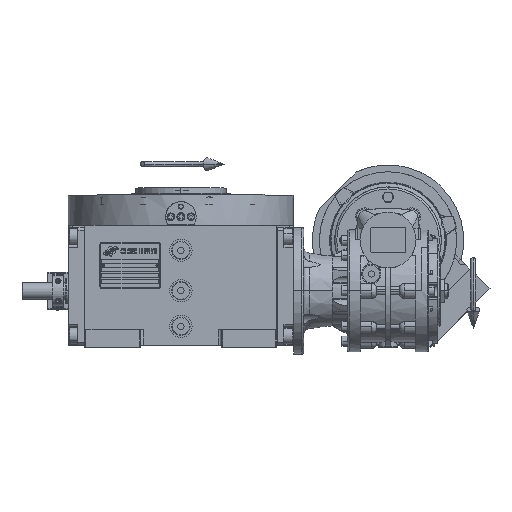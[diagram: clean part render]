
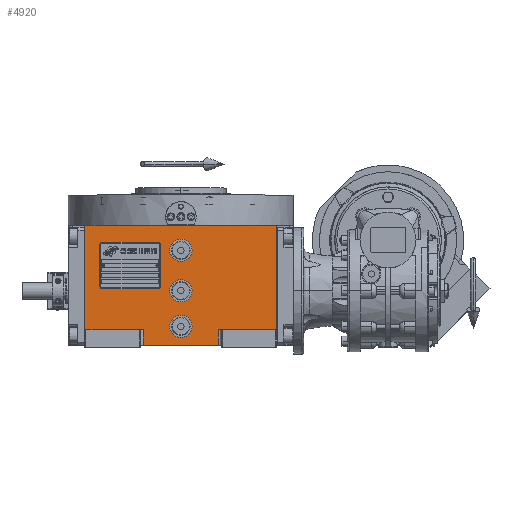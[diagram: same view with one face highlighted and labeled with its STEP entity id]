
A CAD part, top view. The second image highlights one B-rep face of the part: STEP entity #4920.
In plain terms, the highlighted planar face has unit normal (0, 0, 1).
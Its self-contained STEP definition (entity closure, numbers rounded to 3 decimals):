
#1038 = EDGE_LOOP ( 'NONE', ( #9811, #62605, #35678, #22785, #12095, #79710, #39206, #37317 ) ) ;
#2563 = EDGE_LOOP ( 'NONE', ( #101933, #40006 ) ) ;
#2636 = AXIS2_PLACEMENT_3D ( 'NONE', #7237, #92939, #48693 ) ;
#3629 = CARTESIAN_POINT ( 'NONE',  ( 37., -38.5, 163.5 ) ) ;
#4525 = VERTEX_POINT ( 'NONE', #42195 ) ;
#4920 = ADVANCED_FACE ( 'NONE', ( #61376, #19927, #125580, #128110 ), #20611, .T. ) ;
#6627 = CARTESIAN_POINT ( 'NONE',  ( 94.5, -38.5, 163.5 ) ) ;
#7237 = CARTESIAN_POINT ( 'NONE',  ( 0., -35., 163.5 ) ) ;
#9154 = CIRCLE ( 'NONE', #86380, 11. ) ;
#9811 = ORIENTED_EDGE ( 'NONE', *, *, #102626, .T. ) ;
#12095 = ORIENTED_EDGE ( 'NONE', *, *, #19211, .F. ) ;
#12141 = VECTOR ( 'NONE', #24658, 1000. ) ;
#12181 = VERTEX_POINT ( 'NONE', #53589 ) ;
#12509 = AXIS2_PLACEMENT_3D ( 'NONE', #23176, #62065, #54921 ) ;
#15864 = VECTOR ( 'NONE', #131415, 1000. ) ;
#15994 = CARTESIAN_POINT ( 'NONE',  ( 37., -38.5, 163.5 ) ) ;
#17114 = CARTESIAN_POINT ( 'NONE',  ( 37., -53.5, 163.5 ) ) ;
#17781 = DIRECTION ( 'NONE',  ( 0., 1., 0. ) ) ;
#19211 = EDGE_CURVE ( 'NONE', #58697, #70024, #58090, .T. ) ;
#19927 = FACE_BOUND ( 'NONE', #48335, .T. ) ;
#20611 = PLANE ( 'NONE',  #12509 ) ;
#22785 = ORIENTED_EDGE ( 'NONE', *, *, #83261, .T. ) ;
#23176 = CARTESIAN_POINT ( 'NONE',  ( -94.5, -53.5, 163.5 ) ) ;
#24658 = DIRECTION ( 'NONE',  ( 0., -1., 0. ) ) ;
#25659 = EDGE_CURVE ( 'NONE', #4525, #49465, #52295, .T. ) ;
#28421 = DIRECTION ( 'NONE',  ( 0., 0., 1. ) ) ;
#29289 = VECTOR ( 'NONE', #54311, 1000. ) ;
#31347 = EDGE_CURVE ( 'NONE', #114757, #12181, #99026, .T. ) ;
#33756 = CARTESIAN_POINT ( 'NONE',  ( -37., -53.5, 163.5 ) ) ;
#35106 = EDGE_CURVE ( 'NONE', #59269, #58697, #88141, .T. ) ;
#35678 = ORIENTED_EDGE ( 'NONE', *, *, #45375, .T. ) ;
#37317 = ORIENTED_EDGE ( 'NONE', *, *, #25659, .F. ) ;
#37756 = CARTESIAN_POINT ( 'NONE',  ( 0., 0., 163.5 ) ) ;
#37924 = VECTOR ( 'NONE', #84488, 1000. ) ;
#39206 = ORIENTED_EDGE ( 'NONE', *, *, #134230, .T. ) ;
#40006 = ORIENTED_EDGE ( 'NONE', *, *, #110777, .F. ) ;
#41195 = CARTESIAN_POINT ( 'NONE',  ( 94.5, -38.5, 163.5 ) ) ;
#42195 = CARTESIAN_POINT ( 'NONE',  ( -37., -53.5, 163.5 ) ) ;
#43071 = CARTESIAN_POINT ( 'NONE',  ( -11., -35., 163.5 ) ) ;
#43228 = VECTOR ( 'NONE', #81564, 1000. ) ;
#44572 = EDGE_CURVE ( 'NONE', #68215, #136175, #67429, .T. ) ;
#45095 = AXIS2_PLACEMENT_3D ( 'NONE', #80877, #28421, #134067 ) ;
#45292 = DIRECTION ( 'NONE',  ( -1., 0., 0. ) ) ;
#45375 = EDGE_CURVE ( 'NONE', #68215, #101764, #100974, .T. ) ;
#45707 = CARTESIAN_POINT ( 'NONE',  ( -94.5, 64.5, 163.5 ) ) ;
#48335 = EDGE_LOOP ( 'NONE', ( #86346, #52250 ) ) ;
#48693 = DIRECTION ( 'NONE',  ( -1., 0., 0. ) ) ;
#49465 = VERTEX_POINT ( 'NONE', #135058 ) ;
#49495 = CARTESIAN_POINT ( 'NONE',  ( 0., 40., 163.5 ) ) ;
#52167 = ORIENTED_EDGE ( 'NONE', *, *, #100779, .F. ) ;
#52250 = ORIENTED_EDGE ( 'NONE', *, *, #53932, .F. ) ;
#52295 = LINE ( 'NONE', #60609, #124735 ) ;
#53437 = AXIS2_PLACEMENT_3D ( 'NONE', #133444, #87434, #45292 ) ;
#53589 = CARTESIAN_POINT ( 'NONE',  ( -11., 0., 163.5 ) ) ;
#53687 = DIRECTION ( 'NONE',  ( 1., 0., 0. ) ) ;
#53843 = ORIENTED_EDGE ( 'NONE', *, *, #31347, .F. ) ;
#53932 = EDGE_CURVE ( 'NONE', #117028, #112434, #124001, .T. ) ;
#54311 = DIRECTION ( 'NONE',  ( 0., 1., 0. ) ) ;
#54691 = CARTESIAN_POINT ( 'NONE',  ( -94.5, 64.5, 163.5 ) ) ;
#54921 = DIRECTION ( 'NONE',  ( 1., 0., 0. ) ) ;
#56382 = CARTESIAN_POINT ( 'NONE',  ( 11., 40., 163.5 ) ) ;
#56431 = DIRECTION ( 'NONE',  ( 1., 0., 0. ) ) ;
#57516 = CARTESIAN_POINT ( 'NONE',  ( -94.5, -38.5, 163.5 ) ) ;
#57759 = EDGE_CURVE ( 'NONE', #112434, #117028, #71532, .T. ) ;
#58090 = LINE ( 'NONE', #45707, #134846 ) ;
#58592 = CARTESIAN_POINT ( 'NONE',  ( -94.5, -38.5, 163.5 ) ) ;
#58697 = VERTEX_POINT ( 'NONE', #54691 ) ;
#59163 = DIRECTION ( 'NONE',  ( 0., 0., 1. ) ) ;
#59269 = VERTEX_POINT ( 'NONE', #58592 ) ;
#60609 = CARTESIAN_POINT ( 'NONE',  ( -37., -53.5, 163.5 ) ) ;
#61376 = FACE_BOUND ( 'NONE', #116464, .T. ) ;
#61924 = EDGE_CURVE ( 'NONE', #98792, #122754, #9154, .T. ) ;
#62065 = DIRECTION ( 'NONE',  ( 0., 0., 1. ) ) ;
#62605 = ORIENTED_EDGE ( 'NONE', *, *, #44572, .F. ) ;
#67429 = LINE ( 'NONE', #97913, #12141 ) ;
#68215 = VERTEX_POINT ( 'NONE', #3629 ) ;
#69516 = DIRECTION ( 'NONE',  ( 1., 0., 0. ) ) ;
#70024 = VERTEX_POINT ( 'NONE', #73200 ) ;
#71532 = CIRCLE ( 'NONE', #124472, 11. ) ;
#73200 = CARTESIAN_POINT ( 'NONE',  ( 94.5, 64.5, 163.5 ) ) ;
#76356 = CARTESIAN_POINT ( 'NONE',  ( -94.5, -38.5, 163.5 ) ) ;
#78991 = CARTESIAN_POINT ( 'NONE',  ( -11., 40., 163.5 ) ) ;
#79710 = ORIENTED_EDGE ( 'NONE', *, *, #35106, .F. ) ;
#80877 = CARTESIAN_POINT ( 'NONE',  ( 0., 0., 163.5 ) ) ;
#81564 = DIRECTION ( 'NONE',  ( 1., 0., 0. ) ) ;
#82913 = CARTESIAN_POINT ( 'NONE',  ( 11., 0., 163.5 ) ) ;
#83261 = EDGE_CURVE ( 'NONE', #101764, #70024, #90273, .T. ) ;
#84488 = DIRECTION ( 'NONE',  ( 0., 1., 0. ) ) ;
#85208 = VECTOR ( 'NONE', #118004, 1000. ) ;
#86271 = LINE ( 'NONE', #33756, #85208 ) ;
#86346 = ORIENTED_EDGE ( 'NONE', *, *, #57759, .F. ) ;
#86380 = AXIS2_PLACEMENT_3D ( 'NONE', #49495, #59163, #69516 ) ;
#87008 = CIRCLE ( 'NONE', #45095, 11. ) ;
#87434 = DIRECTION ( 'NONE',  ( 0., 0., 1. ) ) ;
#88141 = LINE ( 'NONE', #76356, #29289 ) ;
#88651 = LINE ( 'NONE', #57516, #15864 ) ;
#88666 = CARTESIAN_POINT ( 'NONE',  ( 11., -35., 163.5 ) ) ;
#90273 = LINE ( 'NONE', #6627, #37924 ) ;
#92939 = DIRECTION ( 'NONE',  ( 0., 0., 1. ) ) ;
#97913 = CARTESIAN_POINT ( 'NONE',  ( 37., -38.5, 163.5 ) ) ;
#98792 = VERTEX_POINT ( 'NONE', #56382 ) ;
#99026 = CIRCLE ( 'NONE', #123231, 11. ) ;
#100779 = EDGE_CURVE ( 'NONE', #12181, #114757, #87008, .T. ) ;
#100974 = LINE ( 'NONE', #15994, #43228 ) ;
#101328 = DIRECTION ( 'NONE',  ( 0., 0., 1. ) ) ;
#101764 = VERTEX_POINT ( 'NONE', #41195 ) ;
#101933 = ORIENTED_EDGE ( 'NONE', *, *, #61924, .F. ) ;
#102626 = EDGE_CURVE ( 'NONE', #4525, #136175, #86271, .T. ) ;
#103475 = DIRECTION ( 'NONE',  ( 0., 0., 1. ) ) ;
#106196 = CARTESIAN_POINT ( 'NONE',  ( 0., -35., 163.5 ) ) ;
#109257 = DIRECTION ( 'NONE',  ( 1., 0., 0. ) ) ;
#110777 = EDGE_CURVE ( 'NONE', #122754, #98792, #119252, .T. ) ;
#112434 = VERTEX_POINT ( 'NONE', #88666 ) ;
#114757 = VERTEX_POINT ( 'NONE', #82913 ) ;
#116464 = EDGE_LOOP ( 'NONE', ( #53843, #52167 ) ) ;
#117028 = VERTEX_POINT ( 'NONE', #43071 ) ;
#118004 = DIRECTION ( 'NONE',  ( 1., 0., 0. ) ) ;
#119252 = CIRCLE ( 'NONE', #53437, 11. ) ;
#122754 = VERTEX_POINT ( 'NONE', #78991 ) ;
#123231 = AXIS2_PLACEMENT_3D ( 'NONE', #37756, #101328, #56431 ) ;
#124001 = CIRCLE ( 'NONE', #2636, 11. ) ;
#124472 = AXIS2_PLACEMENT_3D ( 'NONE', #106196, #103475, #53687 ) ;
#124735 = VECTOR ( 'NONE', #17781, 1000. ) ;
#125580 = FACE_BOUND ( 'NONE', #2563, .T. ) ;
#128110 = FACE_OUTER_BOUND ( 'NONE', #1038, .T. ) ;
#131415 = DIRECTION ( 'NONE',  ( 1., 0., 0. ) ) ;
#133444 = CARTESIAN_POINT ( 'NONE',  ( 0., 40., 163.5 ) ) ;
#134067 = DIRECTION ( 'NONE',  ( -1., 0., 0. ) ) ;
#134230 = EDGE_CURVE ( 'NONE', #59269, #49465, #88651, .T. ) ;
#134846 = VECTOR ( 'NONE', #109257, 1000. ) ;
#135058 = CARTESIAN_POINT ( 'NONE',  ( -37., -38.5, 163.5 ) ) ;
#136175 = VERTEX_POINT ( 'NONE', #17114 ) ;
